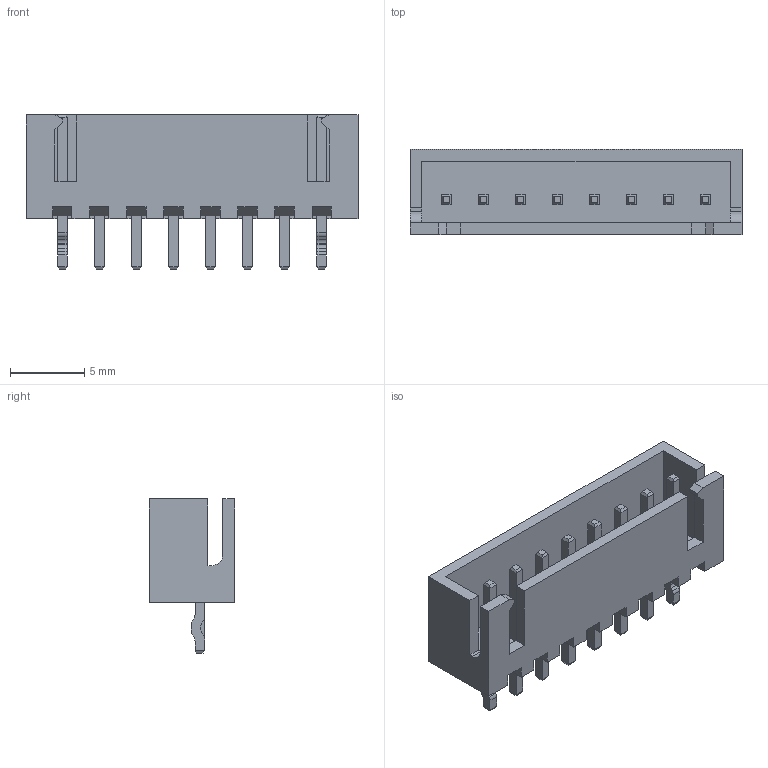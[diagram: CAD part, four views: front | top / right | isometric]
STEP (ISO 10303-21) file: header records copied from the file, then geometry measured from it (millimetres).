
FILE_DESCRIPTION(/* description */ (''),/* implementation_level */ '2;1');
FILE_NAME(/* name */ 'B8B-XH-A.step',/* time_stamp */ '2021-02-07T16:39:57+02:00',/* author */ (''),/* organization */ (''),/* preprocessor_version */ 'ST-DEVELOPER v18.1',/* originating_system */ 'Autodesk Translation Framework v9.7.1.1290',/* authorisation */ '');
FILE_SCHEMA (('AUTOMOTIVE_DESIGN { 1 0 10303 214 3 1 1 }'));
Length unit declared in the file: millimetre
Products named in the file (1): (Unsaved)
Bounding box: 22.4 x 5.75 x 10.4 mm (x, y, z)
Volume: 33.9 mm3; surface area: 1153.5 mm2
Topology: 8 solids, 9 shells, 224 faces, 626 edges, 412 vertices
Faces by surface type: plane 206, cylinder 18
Entity records: 7280 total; most frequent: CARTESIAN_POINT 1263, ORIENTED_EDGE 1172, DIRECTION 1112, EDGE_CURVE 626, LINE 590, VECTOR 590, VERTEX_POINT 412, AXIS2_PLACEMENT_3D 261
